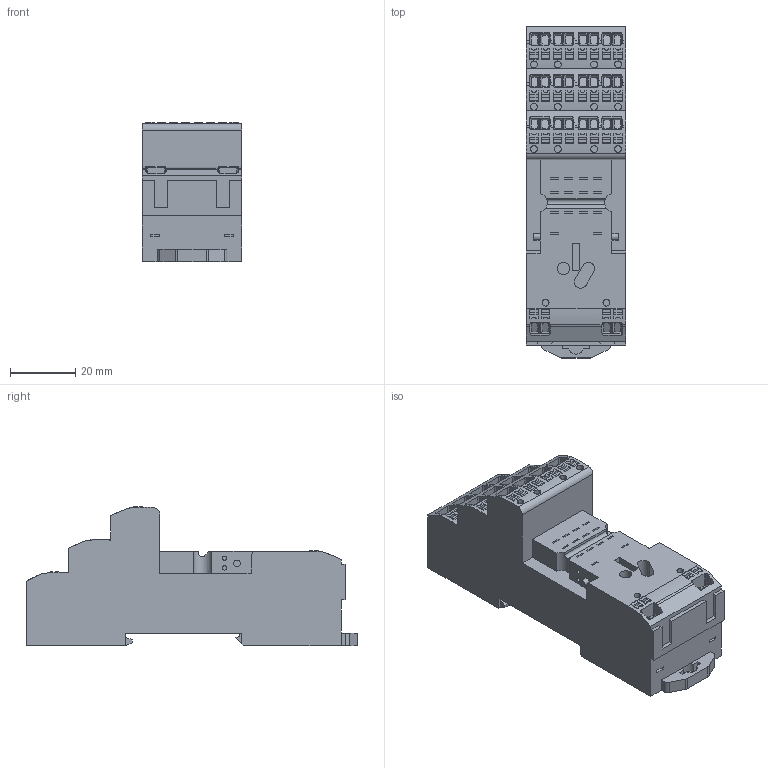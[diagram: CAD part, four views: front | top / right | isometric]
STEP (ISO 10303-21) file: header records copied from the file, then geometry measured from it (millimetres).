
FILE_DESCRIPTION(('CATIA V5R24 STEP','CAx-IF Rec.Pracs.--- Model Styling and Organization---1.2---2011-12-15'),'2;1');
FILE_NAME ('12286253_5_7760056363_S3D_SCM_4CO_P.stp','2018-06-21T11:54:43+00:00',('none'),('Weidmueller'),'CATIA Version 5-6 Release 2014 SP4','CATIA V5 STEP AP214','none');
FILE_SCHEMA(('AUTOMOTIVE_DESIGN { 1 0 10303 214 1 1 1 1 }'));
Products named in the file (1): 7760056363
Bounding box: 30.6 x 101.8 x 42.68 mm (x, y, z)
Volume: 81626.4 mm3; surface area: 24616.3 mm2
Topology: 30 solids, 30 shells, 1718 faces, 5345 edges, 3751 vertices
Faces by surface type: plane 1390, cylinder 272, extrusion 56
Entity records: 65066 total; most frequent: CARTESIAN_POINT 17778, ORIENTED_EDGE 10690, DIRECTION 7458, EDGE_CURVE 5345, VECTOR 4074, LINE 4018, VERTEX_POINT 3751, AXIS2_PLACEMENT_3D 1937
